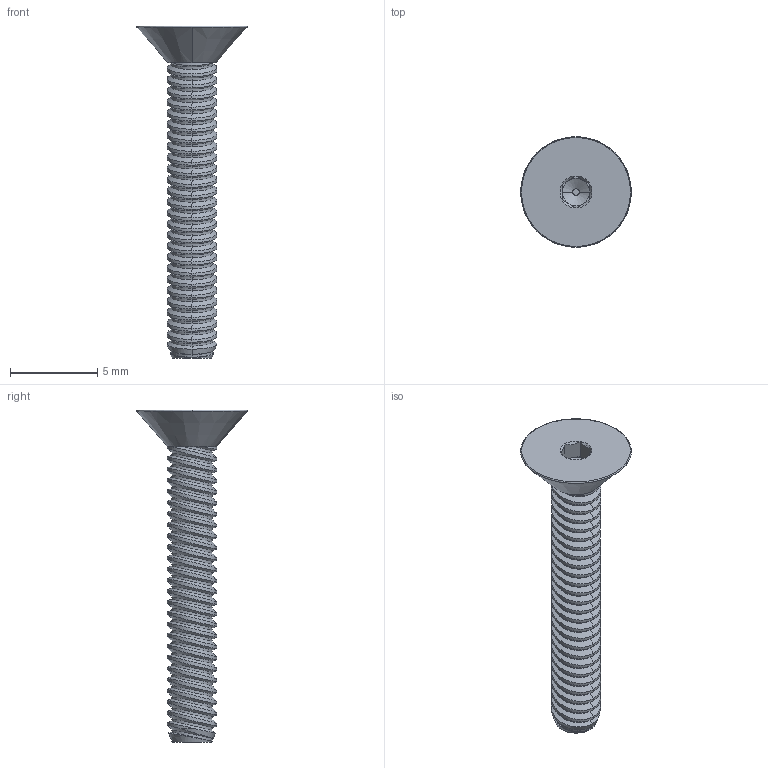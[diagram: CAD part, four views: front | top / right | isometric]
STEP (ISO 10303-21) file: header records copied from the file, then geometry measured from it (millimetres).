
FILE_DESCRIPTION (( 'STEP AP203' ), '1' );
FILE_NAME ('92210A113.step', '2004-04-07T18:02:02', ( 'McMaster' ), ( 'McMaster' ), 'SwSTEP 2.0', 'SolidWorks 2003314', '' );
FILE_SCHEMA (( 'CONFIG_CONTROL_DESIGN' ));
Length unit declared in the file: inch
Products named in the file (1): 92210A113
Bounding box: 6.36 x 6.36 x 19.05 mm (x, y, z)
Volume: 125.4 mm3; surface area: 281.6 mm2
Topology: 1 solids, 1 shells, 252 faces, 514 edges, 265 vertices
Faces by surface type: cone 123, cylinder 108, plane 19, torus 2
Entity records: 8717 total; most frequent: CARTESIAN_POINT 3647, DIRECTION 1032, ORIENTED_EDGE 1028, EDGE_CURVE 514, AXIS2_PLACEMENT_3D 398, VERTEX_POINT 265, EDGE_LOOP 253, ADVANCED_FACE 252
